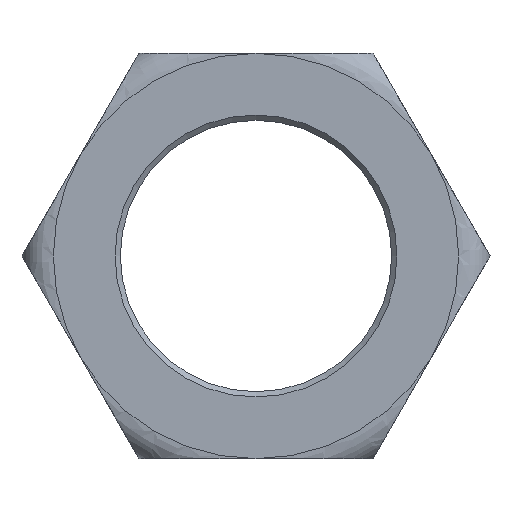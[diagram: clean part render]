
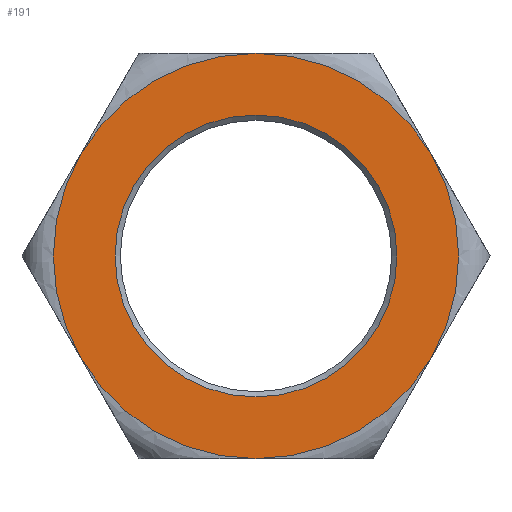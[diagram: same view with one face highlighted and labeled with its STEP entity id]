
A CAD part, front view. The second image highlights one B-rep face of the part: STEP entity #191.
In plain terms, the highlighted planar face has unit normal (0, -1, 0).
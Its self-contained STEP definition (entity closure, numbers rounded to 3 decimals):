
#1 = DIRECTION ( 'NONE',  ( 0., 1., 0. ) ) ;
#6 = AXIS2_PLACEMENT_3D ( 'NONE', #185, #557, #1057 ) ;
#28 = CARTESIAN_POINT ( 'NONE',  ( 0., -64., 115. ) ) ;
#36 = VERTEX_POINT ( 'NONE', #122 ) ;
#53 = ORIENTED_EDGE ( 'NONE', *, *, #1042, .F. ) ;
#58 = LINE ( 'NONE', #1433, #361 ) ;
#68 = PLANE ( 'NONE',  #1578 ) ;
#76 = CARTESIAN_POINT ( 'NONE',  ( 0., -64., 0. ) ) ;
#83 = FACE_BOUND ( 'NONE', #167, .T. ) ;
#87 = VECTOR ( 'NONE', #922, 1000. ) ;
#96 = DIRECTION ( 'NONE',  ( -1., 0., 0. ) ) ;
#122 = CARTESIAN_POINT ( 'NONE',  ( 0., -64., -115. ) ) ;
#141 = ORIENTED_EDGE ( 'NONE', *, *, #610, .F. ) ;
#160 = ORIENTED_EDGE ( 'NONE', *, *, #1423, .F. ) ;
#167 = EDGE_LOOP ( 'NONE', ( #326 ) ) ;
#174 = CARTESIAN_POINT ( 'NONE',  ( 0., -64., 0. ) ) ;
#183 = CIRCLE ( 'NONE', #943, 115. ) ;
#185 = CARTESIAN_POINT ( 'NONE',  ( 0., -64., 0. ) ) ;
#191 = ADVANCED_FACE ( 'NONE', ( #83, #1069 ), #68, .F. ) ;
#205 = VECTOR ( 'NONE', #473, 1000. ) ;
#212 = VECTOR ( 'NONE', #755, 1000. ) ;
#216 = DIRECTION ( 'NONE',  ( 1., 0., 0. ) ) ;
#220 = CARTESIAN_POINT ( 'NONE',  ( 0., -64., 80. ) ) ;
#226 = CARTESIAN_POINT ( 'NONE',  ( 99.593, -64., -57.5 ) ) ;
#247 = VERTEX_POINT ( 'NONE', #632 ) ;
#258 = CIRCLE ( 'NONE', #1486, 115. ) ;
#265 = ORIENTED_EDGE ( 'NONE', *, *, #823, .F. ) ;
#284 = DIRECTION ( 'NONE',  ( 0., 1., 0. ) ) ;
#285 = VECTOR ( 'NONE', #96, 1000. ) ;
#286 = VERTEX_POINT ( 'NONE', #1085 ) ;
#303 = DIRECTION ( 'NONE',  ( 0., 1., 0. ) ) ;
#314 = DIRECTION ( 'NONE',  ( 0., 0., 1. ) ) ;
#326 = ORIENTED_EDGE ( 'NONE', *, *, #1579, .T. ) ;
#333 = VERTEX_POINT ( 'NONE', #28 ) ;
#341 = VERTEX_POINT ( 'NONE', #220 ) ;
#361 = VECTOR ( 'NONE', #1182, 1000. ) ;
#405 = CARTESIAN_POINT ( 'NONE',  ( 0., -64., 0. ) ) ;
#409 = CARTESIAN_POINT ( 'NONE',  ( -99.593, -64., -57.5 ) ) ;
#410 = ORIENTED_EDGE ( 'NONE', *, *, #729, .F. ) ;
#428 = ORIENTED_EDGE ( 'NONE', *, *, #496, .F. ) ;
#464 = CIRCLE ( 'NONE', #1584, 115. ) ;
#468 = AXIS2_PLACEMENT_3D ( 'NONE', #405, #1, #1155 ) ;
#473 = DIRECTION ( 'NONE',  ( 0.5, 0., -0.866 ) ) ;
#481 = EDGE_CURVE ( 'NONE', #247, #1452, #603, .T. ) ;
#493 = EDGE_LOOP ( 'NONE', ( #1289, #428, #160, #956, #141, #265, #819, #1266, #808, #907, #410, #53 ) ) ;
#496 = EDGE_CURVE ( 'NONE', #532, #1312, #1359, .T. ) ;
#517 = LINE ( 'NONE', #655, #212 ) ;
#520 = AXIS2_PLACEMENT_3D ( 'NONE', #1392, #284, #1385 ) ;
#526 = VERTEX_POINT ( 'NONE', #409 ) ;
#532 = VERTEX_POINT ( 'NONE', #893 ) ;
#555 = EDGE_CURVE ( 'NONE', #716, #1330, #1434, .T. ) ;
#557 = DIRECTION ( 'NONE',  ( 0., 1., 0. ) ) ;
#562 = DIRECTION ( 'NONE',  ( 0., 0., 1. ) ) ;
#563 = LINE ( 'NONE', #1291, #87 ) ;
#579 = CARTESIAN_POINT ( 'NONE',  ( 0., -64., 0. ) ) ;
#585 = LINE ( 'NONE', #1083, #285 ) ;
#603 = LINE ( 'NONE', #1103, #205 ) ;
#610 = EDGE_CURVE ( 'NONE', #286, #247, #464, .T. ) ;
#632 = CARTESIAN_POINT ( 'NONE',  ( 99.593, -64., 57.5 ) ) ;
#655 = CARTESIAN_POINT ( 'NONE',  ( -66.395, -64., -115. ) ) ;
#691 = CARTESIAN_POINT ( 'NONE',  ( 0., -64., 0. ) ) ;
#700 = DIRECTION ( 'NONE',  ( 1., 0., 0. ) ) ;
#716 = VERTEX_POINT ( 'NONE', #968 ) ;
#729 = EDGE_CURVE ( 'NONE', #1026, #526, #183, .T. ) ;
#741 = AXIS2_PLACEMENT_3D ( 'NONE', #691, #1550, #314 ) ;
#755 = DIRECTION ( 'NONE',  ( -0.5, 0., 0.866 ) ) ;
#758 = DIRECTION ( 'NONE',  ( -0.5, 0., -0.866 ) ) ;
#808 = ORIENTED_EDGE ( 'NONE', *, *, #555, .F. ) ;
#819 = ORIENTED_EDGE ( 'NONE', *, *, #1132, .F. ) ;
#821 = CARTESIAN_POINT ( 'NONE',  ( -99.593, -64., 57.5 ) ) ;
#823 = EDGE_CURVE ( 'NONE', #333, #286, #58, .T. ) ;
#827 = CARTESIAN_POINT ( 'NONE',  ( -99.593, -64., 57.5 ) ) ;
#839 = CIRCLE ( 'NONE', #741, 80. ) ;
#893 = CARTESIAN_POINT ( 'NONE',  ( 99.593, -64., -57.5 ) ) ;
#907 = ORIENTED_EDGE ( 'NONE', *, *, #1063, .F. ) ;
#922 = DIRECTION ( 'NONE',  ( 0.5, 0., 0.866 ) ) ;
#930 = DIRECTION ( 'NONE',  ( 0., 1., 0. ) ) ;
#936 = DIRECTION ( 'NONE',  ( 1., 0., 0. ) ) ;
#943 = AXIS2_PLACEMENT_3D ( 'NONE', #1458, #1466, #216 ) ;
#956 = ORIENTED_EDGE ( 'NONE', *, *, #481, .F. ) ;
#968 = CARTESIAN_POINT ( 'NONE',  ( -99.593, -64., -57.5 ) ) ;
#1026 = VERTEX_POINT ( 'NONE', #1229 ) ;
#1042 = EDGE_CURVE ( 'NONE', #36, #1026, #585, .T. ) ;
#1057 = DIRECTION ( 'NONE',  ( 1., 0., 0. ) ) ;
#1063 = EDGE_CURVE ( 'NONE', #526, #716, #517, .T. ) ;
#1069 = FACE_OUTER_BOUND ( 'NONE', #493, .T. ) ;
#1083 = CARTESIAN_POINT ( 'NONE',  ( 66.395, -64., -115. ) ) ;
#1085 = CARTESIAN_POINT ( 'NONE',  ( 0., -64., 115. ) ) ;
#1103 = CARTESIAN_POINT ( 'NONE',  ( 66.395, -64., 115. ) ) ;
#1132 = EDGE_CURVE ( 'NONE', #1195, #333, #1283, .T. ) ;
#1155 = DIRECTION ( 'NONE',  ( 1., 0., 0. ) ) ;
#1182 = DIRECTION ( 'NONE',  ( 1., 0., 0. ) ) ;
#1195 = VERTEX_POINT ( 'NONE', #821 ) ;
#1196 = CARTESIAN_POINT ( 'NONE',  ( 132.791, -64., 0. ) ) ;
#1224 = VECTOR ( 'NONE', #758, 1000. ) ;
#1229 = CARTESIAN_POINT ( 'NONE',  ( 0., -64., -115. ) ) ;
#1266 = ORIENTED_EDGE ( 'NONE', *, *, #1471, .F. ) ;
#1283 = CIRCLE ( 'NONE', #468, 115. ) ;
#1289 = ORIENTED_EDGE ( 'NONE', *, *, #1563, .F. ) ;
#1291 = CARTESIAN_POINT ( 'NONE',  ( -132.791, -64., 0. ) ) ;
#1300 = CARTESIAN_POINT ( 'NONE',  ( 99.593, -64., 57.5 ) ) ;
#1308 = DIRECTION ( 'NONE',  ( 0., 1., 0. ) ) ;
#1312 = VERTEX_POINT ( 'NONE', #226 ) ;
#1330 = VERTEX_POINT ( 'NONE', #827 ) ;
#1359 = LINE ( 'NONE', #1196, #1224 ) ;
#1385 = DIRECTION ( 'NONE',  ( 1., 0., 0. ) ) ;
#1392 = CARTESIAN_POINT ( 'NONE',  ( 0., -64., 0. ) ) ;
#1414 = CIRCLE ( 'NONE', #6, 115. ) ;
#1423 = EDGE_CURVE ( 'NONE', #1452, #532, #258, .T. ) ;
#1433 = CARTESIAN_POINT ( 'NONE',  ( -66.395, -64., 115. ) ) ;
#1434 = CIRCLE ( 'NONE', #520, 115. ) ;
#1452 = VERTEX_POINT ( 'NONE', #1300 ) ;
#1458 = CARTESIAN_POINT ( 'NONE',  ( 0., -64., 0. ) ) ;
#1466 = DIRECTION ( 'NONE',  ( 0., 1., 0. ) ) ;
#1471 = EDGE_CURVE ( 'NONE', #1330, #1195, #563, .T. ) ;
#1486 = AXIS2_PLACEMENT_3D ( 'NONE', #76, #930, #700 ) ;
#1550 = DIRECTION ( 'NONE',  ( 0., 1., 0. ) ) ;
#1563 = EDGE_CURVE ( 'NONE', #1312, #36, #1414, .T. ) ;
#1578 = AXIS2_PLACEMENT_3D ( 'NONE', #579, #303, #562 ) ;
#1579 = EDGE_CURVE ( 'NONE', #341, #341, #839, .T. ) ;
#1584 = AXIS2_PLACEMENT_3D ( 'NONE', #174, #1308, #936 ) ;
